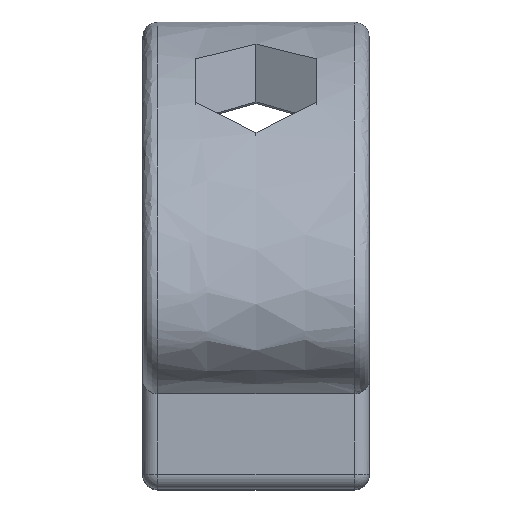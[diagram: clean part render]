
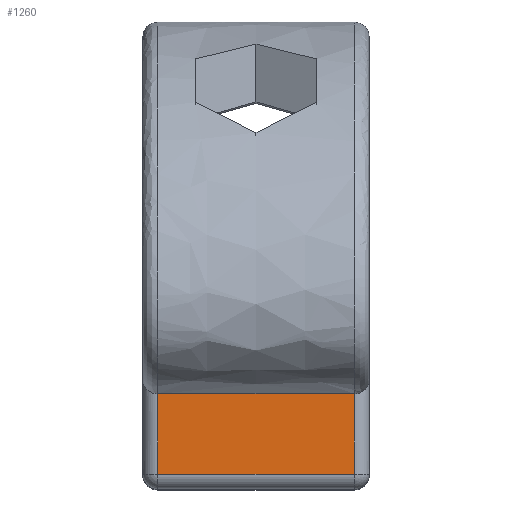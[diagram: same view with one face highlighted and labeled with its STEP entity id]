
A CAD part, top view. The second image highlights one B-rep face of the part: STEP entity #1260.
In plain terms, the highlighted planar face has unit normal (0, 0, 1).
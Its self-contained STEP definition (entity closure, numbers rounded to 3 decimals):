
#81=LINE('',#2293,#180);
#90=LINE('',#2563,#189);
#97=LINE('',#2577,#196);
#112=LINE('',#2743,#211);
#180=VECTOR('',#1571,10.);
#189=VECTOR('',#1592,10.);
#196=VECTOR('',#1609,10.);
#211=VECTOR('',#1644,10.);
#255=PLANE('',#1390);
#327=FACE_OUTER_BOUND('',#404,.T.);
#404=EDGE_LOOP('',(#1022,#1023,#1024,#1025));
#581=VERTEX_POINT('',#2256);
#592=VERTEX_POINT('',#2289);
#599=VERTEX_POINT('',#2556);
#602=VERTEX_POINT('',#2576);
#724=EDGE_CURVE('',#581,#592,#81,.T.);
#739=EDGE_CURVE('',#592,#599,#90,.T.);
#747=EDGE_CURVE('',#602,#581,#97,.T.);
#777=EDGE_CURVE('',#599,#602,#112,.T.);
#1022=ORIENTED_EDGE('',*,*,#739,.F.);
#1023=ORIENTED_EDGE('',*,*,#724,.F.);
#1024=ORIENTED_EDGE('',*,*,#747,.F.);
#1025=ORIENTED_EDGE('',*,*,#777,.F.);
#1260=ADVANCED_FACE('',(#327),#255,.T.);
#1390=AXIS2_PLACEMENT_3D('',#2744,#1645,#1646);
#1571=DIRECTION('',(-1.,0.,0.));
#1592=DIRECTION('',(0.,1.,0.));
#1609=DIRECTION('',(0.,-1.,0.));
#1644=DIRECTION('',(1.,0.,0.));
#1645=DIRECTION('center_axis',(0.,0.,1.));
#1646=DIRECTION('ref_axis',(0.,-1.,0.));
#2256=CARTESIAN_POINT('',(3.25,46.188,7.936));
#2289=CARTESIAN_POINT('',(-3.25,46.188,7.936));
#2293=CARTESIAN_POINT('',(0.,46.188,7.936));
#2556=CARTESIAN_POINT('',(-3.25,48.838,7.936));
#2563=CARTESIAN_POINT('',(-3.25,51.138,7.936));
#2576=CARTESIAN_POINT('',(3.25,48.838,7.936));
#2577=CARTESIAN_POINT('',(3.25,51.138,7.936));
#2743=CARTESIAN_POINT('',(0.,48.838,7.936));
#2744=CARTESIAN_POINT('Origin',(0.,48.838,7.936));
